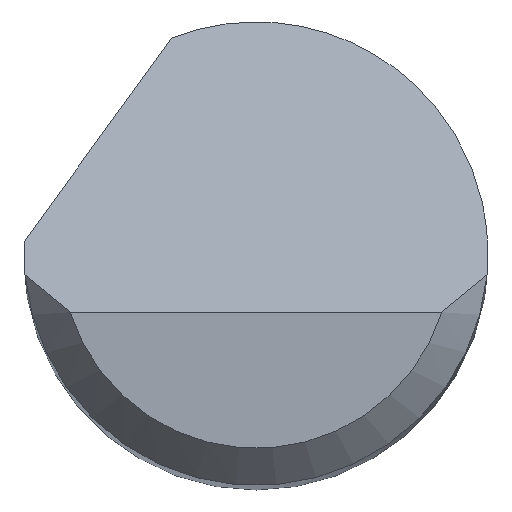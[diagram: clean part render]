
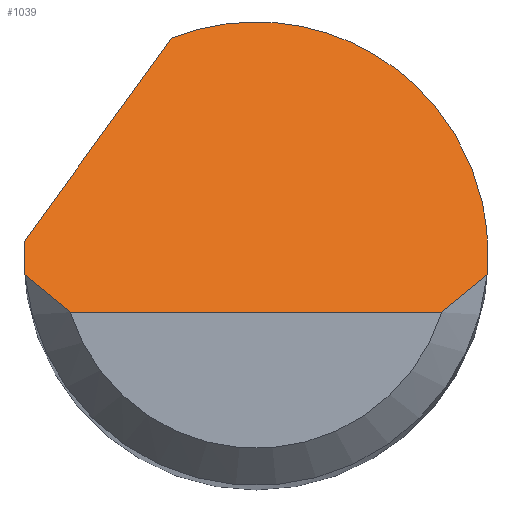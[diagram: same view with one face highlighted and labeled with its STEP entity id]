
A CAD part, top view. The second image highlights one B-rep face of the part: STEP entity #1039.
In plain terms, the highlighted planar face has unit normal (0, 0.707, 0.707).
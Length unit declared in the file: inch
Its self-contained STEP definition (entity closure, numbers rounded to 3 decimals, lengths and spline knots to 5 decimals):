
#39 = ORIENTED_EDGE ( 'NONE', *, *, #1200, .F. ) ;
#49 = EDGE_LOOP ( 'NONE', ( #872, #833, #688, #80, #186, #737, #39, #857 ) ) ;
#80 = ORIENTED_EDGE ( 'NONE', *, *, #549, .F. ) ;
#90 = CARTESIAN_POINT ( 'NONE',  ( -0.11014, -0.01781, 1.49406 ) ) ;
#109 = CARTESIAN_POINT ( 'NONE',  ( -0.07508, -0.02375, 1.5 ) ) ;
#166 =( BOUNDED_CURVE ( )  B_SPLINE_CURVE ( 3, ( #696, #903, #1195, #703 ),
 .UNSPECIFIED., .F., .T. ) 
 B_SPLINE_CURVE_WITH_KNOTS ( ( 4, 4 ),
 ( 4.61892, 4.71239 ),
 .UNSPECIFIED. ) 
 CURVE ( )  GEOMETRIC_REPRESENTATION_ITEM ( )  RATIONAL_B_SPLINE_CURVE ( ( 1., 0.999, 0.999, 1. ) ) 
 REPRESENTATION_ITEM ( '' )  );
#170 = B_SPLINE_CURVE_WITH_KNOTS ( 'NONE', 3,
 ( #1113, #1016, #598, #109 ),
 .UNSPECIFIED., .F., .F.,
 ( 4, 4 ),
 ( 0., 0.00071 ),
 .UNSPECIFIED. ) ;
#186 = ORIENTED_EDGE ( 'NONE', *, *, #813, .F. ) ;
#208 = CARTESIAN_POINT ( 'NONE',  ( 0.03379, 0.11369, 1.36256 ) ) ;
#229 = DIRECTION ( 'NONE',  ( 1., 0., 0. ) ) ;
#253 = CARTESIAN_POINT ( 'NONE',  ( -0.09362, 0.005, 1.47125 ) ) ;
#285 = CARTESIAN_POINT ( 'NONE',  ( -0.07508, -0.02375, 1.5 ) ) ;
#293 = VERTEX_POINT ( 'NONE', #253 ) ;
#332 = VERTEX_POINT ( 'NONE', #642 ) ;
#374 = B_SPLINE_CURVE_WITH_KNOTS ( 'NONE', 3,
 ( #664, #759, #375, #767 ),
 .UNSPECIFIED., .F., .F.,
 ( 4, 4 ),
 ( 0., 0.00071 ),
 .UNSPECIFIED. ) ;
#375 = CARTESIAN_POINT ( 'NONE',  ( 0.08761, -0.01397, 1.49022 ) ) ;
#392 = CARTESIAN_POINT ( 'NONE',  ( 0.09375, 0.07266, 1.40359 ) ) ;
#411 = FACE_OUTER_BOUND ( 'NONE', #49, .T. ) ;
#436 = CARTESIAN_POINT ( 'NONE',  ( -0.09362, 0.005, 1.47125 ) ) ;
#482 = CARTESIAN_POINT ( 'NONE',  ( -0.09334, -0.00875, 1.485 ) ) ;
#483 = CARTESIAN_POINT ( 'NONE',  ( 0.07508, -0.02375, 1.5 ) ) ;
#527 = CARTESIAN_POINT ( 'NONE',  ( -0.09375, 0., 1.47625 ) ) ;
#534 = VERTEX_POINT ( 'NONE', #482 ) ;
#544 = EDGE_CURVE ( 'NONE', #1248, #1253, #1114, .T. ) ;
#549 = EDGE_CURVE ( 'NONE', #332, #822, #1231, .T. ) ;
#583 = EDGE_CURVE ( 'NONE', #850, #293, #1062, .T. ) ;
#598 = CARTESIAN_POINT ( 'NONE',  ( -0.08157, -0.019, 1.49525 ) ) ;
#642 = CARTESIAN_POINT ( 'NONE',  ( -0.03394, 0.08739, 1.38886 ) ) ;
#647 = CARTESIAN_POINT ( 'NONE',  ( -0.09375, 0.00167, 1.47458 ) ) ;
#657 = DIRECTION ( 'NONE',  ( 0.456, 0.629, -0.629 ) ) ;
#664 = CARTESIAN_POINT ( 'NONE',  ( 0.07508, -0.02375, 1.5 ) ) ;
#680 = CARTESIAN_POINT ( 'NONE',  ( 0.09375, -0.00292, 1.47917 ) ) ;
#688 = ORIENTED_EDGE ( 'NONE', *, *, #778, .F. ) ;
#696 = CARTESIAN_POINT ( 'NONE',  ( -0.09334, -0.00875, 1.485 ) ) ;
#700 = CARTESIAN_POINT ( 'NONE',  ( -0.09375, -0.02375, 1.5 ) ) ;
#703 = CARTESIAN_POINT ( 'NONE',  ( -0.09375, 0., 1.47625 ) ) ;
#737 = ORIENTED_EDGE ( 'NONE', *, *, #583, .F. ) ;
#759 = CARTESIAN_POINT ( 'NONE',  ( 0.08157, -0.019, 1.49525 ) ) ;
#767 = CARTESIAN_POINT ( 'NONE',  ( 0.09334, -0.00875, 1.485 ) ) ;
#778 = EDGE_CURVE ( 'NONE', #822, #844, #1098, .T. ) ;
#798 = DIRECTION ( 'NONE',  ( 0., 0.707, -0.707 ) ) ;
#813 = EDGE_CURVE ( 'NONE', #293, #332, #977, .T. ) ;
#822 = VERTEX_POINT ( 'NONE', #960 ) ;
#833 = ORIENTED_EDGE ( 'NONE', *, *, #915, .T. ) ;
#844 = VERTEX_POINT ( 'NONE', #1156 ) ;
#850 = VERTEX_POINT ( 'NONE', #882 ) ;
#857 = ORIENTED_EDGE ( 'NONE', *, *, #1106, .T. ) ;
#862 = AXIS2_PLACEMENT_3D ( 'NONE', #700, #984, #798 ) ;
#871 = CARTESIAN_POINT ( 'NONE',  ( -0.03394, 0.08739, 1.38886 ) ) ;
#872 = ORIENTED_EDGE ( 'NONE', *, *, #544, .T. ) ;
#878 = CARTESIAN_POINT ( 'NONE',  ( 0., -0.02375, 1.5 ) ) ;
#882 = CARTESIAN_POINT ( 'NONE',  ( -0.09375, 0., 1.47625 ) ) ;
#902 = VECTOR ( 'NONE', #657, 39.37008 ) ;
#903 = CARTESIAN_POINT ( 'NONE',  ( -0.09361, -0.00584, 1.48209 ) ) ;
#915 = EDGE_CURVE ( 'NONE', #1253, #844, #374, .T. ) ;
#923 = CARTESIAN_POINT ( 'NONE',  ( -0.09371, 0.00333, 1.47292 ) ) ;
#953 = CARTESIAN_POINT ( 'NONE',  ( 0.09361, -0.00584, 1.48209 ) ) ;
#960 = CARTESIAN_POINT ( 'NONE',  ( 0.09375, 0., 1.47625 ) ) ;
#969 = CARTESIAN_POINT ( 'NONE',  ( 0.09375, 0., 1.47625 ) ) ;
#977 = LINE ( 'NONE', #90, #902 ) ;
#984 = DIRECTION ( 'NONE',  ( 0., -0.707, -0.707 ) ) ;
#1016 = CARTESIAN_POINT ( 'NONE',  ( -0.08761, -0.01397, 1.49022 ) ) ;
#1039 = ADVANCED_FACE ( 'NONE', ( #411 ), #1107, .F. ) ;
#1062 =( BOUNDED_CURVE ( )  B_SPLINE_CURVE ( 3, ( #527, #647, #923, #436 ),
 .UNSPECIFIED., .F., .F. ) 
 B_SPLINE_CURVE_WITH_KNOTS ( ( 4, 4 ),
 ( 4.71239, 4.76575 ),
 .UNSPECIFIED. ) 
 CURVE ( )  GEOMETRIC_REPRESENTATION_ITEM ( )  RATIONAL_B_SPLINE_CURVE ( ( 1., 1., 1., 1. ) ) 
 REPRESENTATION_ITEM ( '' )  );
#1098 =( BOUNDED_CURVE ( )  B_SPLINE_CURVE ( 3, ( #969, #680, #953, #1174 ),
 .UNSPECIFIED., .F., .F. ) 
 B_SPLINE_CURVE_WITH_KNOTS ( ( 4, 4 ),
 ( 1.5708, 1.66427 ),
 .UNSPECIFIED. ) 
 CURVE ( )  GEOMETRIC_REPRESENTATION_ITEM ( )  RATIONAL_B_SPLINE_CURVE ( ( 1., 0.999, 0.999, 1. ) ) 
 REPRESENTATION_ITEM ( '' )  );
#1106 = EDGE_CURVE ( 'NONE', #534, #1248, #170, .T. ) ;
#1107 = PLANE ( 'NONE',  #862 ) ;
#1113 = CARTESIAN_POINT ( 'NONE',  ( -0.09334, -0.00875, 1.485 ) ) ;
#1114 = LINE ( 'NONE', #878, #1155 ) ;
#1155 = VECTOR ( 'NONE', #229, 39.37008 ) ;
#1156 = CARTESIAN_POINT ( 'NONE',  ( 0.09334, -0.00875, 1.485 ) ) ;
#1174 = CARTESIAN_POINT ( 'NONE',  ( 0.09334, -0.00875, 1.485 ) ) ;
#1180 = CARTESIAN_POINT ( 'NONE',  ( 0.09375, 0., 1.47625 ) ) ;
#1195 = CARTESIAN_POINT ( 'NONE',  ( -0.09375, -0.00292, 1.47917 ) ) ;
#1200 = EDGE_CURVE ( 'NONE', #534, #850, #166, .T. ) ;
#1231 =( BOUNDED_CURVE ( )  B_SPLINE_CURVE ( 3, ( #871, #208, #392, #1180 ),
 .UNSPECIFIED., .F., .F. ) 
 B_SPLINE_CURVE_WITH_KNOTS ( ( 4, 4 ),
 ( 5.91277, 7.85398 ),
 .UNSPECIFIED. ) 
 CURVE ( )  GEOMETRIC_REPRESENTATION_ITEM ( )  RATIONAL_B_SPLINE_CURVE ( ( 1., 0.71, 0.71, 1. ) ) 
 REPRESENTATION_ITEM ( '' )  );
#1248 = VERTEX_POINT ( 'NONE', #285 ) ;
#1253 = VERTEX_POINT ( 'NONE', #483 ) ;
